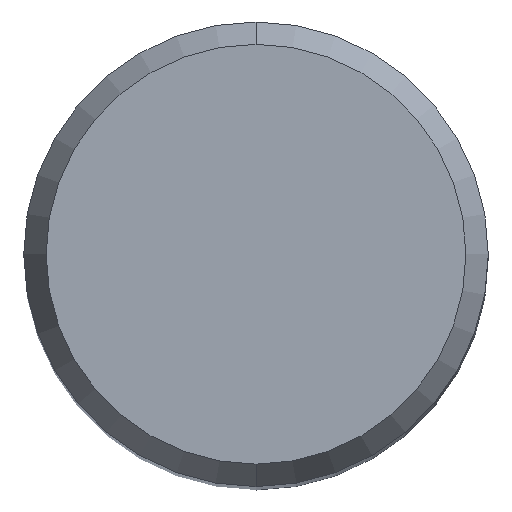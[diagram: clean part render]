
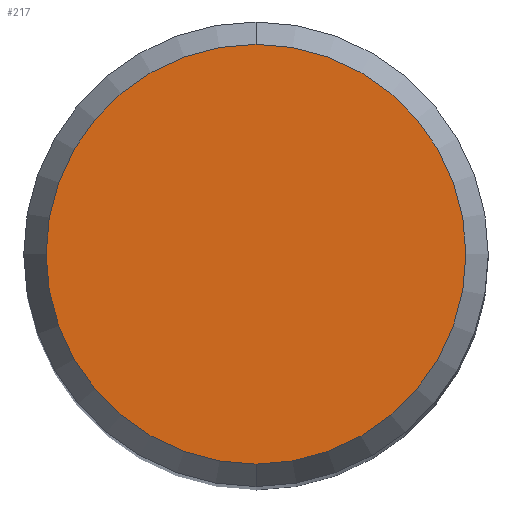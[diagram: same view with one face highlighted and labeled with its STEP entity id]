
A CAD part, top view. The second image highlights one B-rep face of the part: STEP entity #217.
In plain terms, the highlighted planar face has unit normal (0, 0, 1).
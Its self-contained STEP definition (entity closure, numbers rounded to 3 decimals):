
#125=EDGE_CURVE('',#183,#305,#328,.T.);
#131=EDGE_CURVE('',#305,#183,#336,.T.);
#183=VERTEX_POINT('',#394);
#217=ADVANCED_FACE('',(#429),#430,.T.);
#305=VERTEX_POINT('',#534);
#328=CIRCLE('',#550,4.304);
#336=CIRCLE('',#560,4.304);
#394=CARTESIAN_POINT('',(0.,-4.304,0.01));
#429=FACE_OUTER_BOUND('',#682,.T.);
#430=PLANE('',#683);
#534=CARTESIAN_POINT('',(0.0,4.304,0.01));
#550=AXIS2_PLACEMENT_3D('',#815,#816,#817);
#560=AXIS2_PLACEMENT_3D('',#829,#830,#831);
#682=EDGE_LOOP('',(#932,#933));
#683=AXIS2_PLACEMENT_3D('',#934,#935,#936);
#815=CARTESIAN_POINT('',(0.0,0.0,0.01));
#816=DIRECTION('',(0.0,0.0,-1.0));
#817=DIRECTION('',(0.0,1.0,0.0));
#829=CARTESIAN_POINT('',(0.0,0.0,0.01));
#830=DIRECTION('',(0.0,0.0,-1.0));
#831=DIRECTION('',(0.0,1.0,0.0));
#932=ORIENTED_EDGE('',*,*,#131,.F.);
#933=ORIENTED_EDGE('',*,*,#125,.F.);
#934=CARTESIAN_POINT('',(0.0,2.152,0.01));
#935=DIRECTION('',(-0.0,0.0,1.0));
#936=DIRECTION('',(0.0,-1.0,0.0));
